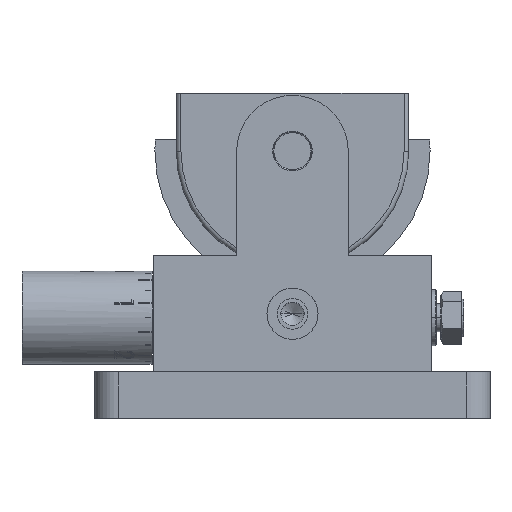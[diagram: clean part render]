
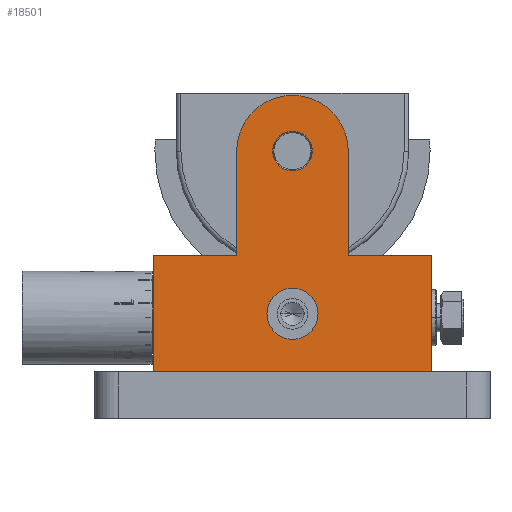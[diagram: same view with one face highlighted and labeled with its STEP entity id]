
A CAD part, top view. The second image highlights one B-rep face of the part: STEP entity #18501.
In plain terms, the highlighted planar face has unit normal (0, 0, 1).
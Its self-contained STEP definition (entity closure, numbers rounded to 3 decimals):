
#82 = EDGE_CURVE ( 'NONE', #13889, #38652, #17969, .T. ) ;
#1601 = CARTESIAN_POINT ( 'NONE',  ( 174.843, 35.694, -101.042 ) ) ;
#2163 = EDGE_CURVE ( 'NONE', #38652, #108435, #85183, .T. ) ;
#3241 = CIRCLE ( 'NONE', #21802, 5.5 ) ;
#4037 = CARTESIAN_POINT ( 'NONE',  ( 162.843, 13.194, -101.042 ) ) ;
#6191 = AXIS2_PLACEMENT_3D ( 'NONE', #91677, #100242, #29791 ) ;
#6332 = DIRECTION ( 'NONE',  ( 0., 1., 0. ) ) ;
#7490 = CARTESIAN_POINT ( 'NONE',  ( 204.843, -11.806, -101.042 ) ) ;
#9146 = CARTESIAN_POINT ( 'NONE',  ( 144.843, -11.806, -101.042 ) ) ;
#10679 = CARTESIAN_POINT ( 'NONE',  ( 144.843, 13.194, -101.042 ) ) ;
#11200 = CARTESIAN_POINT ( 'NONE',  ( 144.843, -11.806, -101.042 ) ) ;
#13889 = VERTEX_POINT ( 'NONE', #11200 ) ;
#14513 = EDGE_CURVE ( 'NONE', #44302, #48348, #103694, .T. ) ;
#14959 = VERTEX_POINT ( 'NONE', #37971 ) ;
#16282 = LINE ( 'NONE', #4037, #51257 ) ;
#17444 = ORIENTED_EDGE ( 'NONE', *, *, #77695, .F. ) ;
#17969 = LINE ( 'NONE', #67342, #115505 ) ;
#18000 = DIRECTION ( 'NONE',  ( -1., 0., 0. ) ) ;
#18501 = ADVANCED_FACE ( 'NONE', ( #102311, #31325, #52210 ), #43384, .T. ) ;
#19705 = EDGE_CURVE ( 'NONE', #72115, #65490, #3241, .T. ) ;
#19952 = DIRECTION ( 'NONE',  ( -1., 0., 0. ) ) ;
#20658 = CARTESIAN_POINT ( 'NONE',  ( 174.843, 0.694, -101.042 ) ) ;
#20796 = EDGE_LOOP ( 'NONE', ( #17444, #44207 ) ) ;
#21802 = AXIS2_PLACEMENT_3D ( 'NONE', #20658, #110915, #57605 ) ;
#22546 = DIRECTION ( 'NONE',  ( 1., 0., 0. ) ) ;
#25259 = EDGE_LOOP ( 'NONE', ( #66494, #100634, #73983, #39504, #34341, #80541, #41442, #103789 ) ) ;
#25296 = VERTEX_POINT ( 'NONE', #83319 ) ;
#26368 = AXIS2_PLACEMENT_3D ( 'NONE', #98904, #89958, #46676 ) ;
#29791 = DIRECTION ( 'NONE',  ( -1., 0., 0. ) ) ;
#31325 = FACE_OUTER_BOUND ( 'NONE', #25259, .T. ) ;
#32647 = CARTESIAN_POINT ( 'NONE',  ( 174.843, 0.694, -101.042 ) ) ;
#32781 = CARTESIAN_POINT ( 'NONE',  ( 162.843, 13.194, -101.042 ) ) ;
#34341 = ORIENTED_EDGE ( 'NONE', *, *, #82, .T. ) ;
#34437 = CARTESIAN_POINT ( 'NONE',  ( 180.343, 0.694, -101.042 ) ) ;
#37971 = CARTESIAN_POINT ( 'NONE',  ( 170.593, 35.694, -101.042 ) ) ;
#38652 = VERTEX_POINT ( 'NONE', #114217 ) ;
#38757 = CARTESIAN_POINT ( 'NONE',  ( 162.843, 13.194, -101.042 ) ) ;
#39024 = DIRECTION ( 'NONE',  ( 0., -1., 0. ) ) ;
#39504 = ORIENTED_EDGE ( 'NONE', *, *, #98828, .T. ) ;
#41442 = ORIENTED_EDGE ( 'NONE', *, *, #64386, .T. ) ;
#43384 = PLANE ( 'NONE',  #63636 ) ;
#44207 = ORIENTED_EDGE ( 'NONE', *, *, #66588, .F. ) ;
#44302 = VERTEX_POINT ( 'NONE', #38757 ) ;
#46676 = DIRECTION ( 'NONE',  ( -1., 0., 0. ) ) ;
#48348 = VERTEX_POINT ( 'NONE', #10679 ) ;
#51257 = VECTOR ( 'NONE', #66364, 1000. ) ;
#51492 = CIRCLE ( 'NONE', #6191, 4.25 ) ;
#52210 = FACE_BOUND ( 'NONE', #20796, .T. ) ;
#52539 = EDGE_LOOP ( 'NONE', ( #62739, #78900 ) ) ;
#56570 = CARTESIAN_POINT ( 'NONE',  ( 179.093, 35.694, -101.042 ) ) ;
#57605 = DIRECTION ( 'NONE',  ( -1., 0., 0. ) ) ;
#62555 = CARTESIAN_POINT ( 'NONE',  ( 162.843, 35.694, -101.042 ) ) ;
#62739 = ORIENTED_EDGE ( 'NONE', *, *, #19705, .F. ) ;
#63636 = AXIS2_PLACEMENT_3D ( 'NONE', #107217, #87803, #105697 ) ;
#64260 = CIRCLE ( 'NONE', #111704, 4.25 ) ;
#64386 = EDGE_CURVE ( 'NONE', #108435, #25296, #81500, .T. ) ;
#65162 = VERTEX_POINT ( 'NONE', #62555 ) ;
#65490 = VERTEX_POINT ( 'NONE', #34437 ) ;
#66364 = DIRECTION ( 'NONE',  ( 0., -1., 0. ) ) ;
#66494 = ORIENTED_EDGE ( 'NONE', *, *, #88261, .F. ) ;
#66588 = EDGE_CURVE ( 'NONE', #91824, #14959, #51492, .T. ) ;
#67218 = CARTESIAN_POINT ( 'NONE',  ( 186.843, 35.694, -101.042 ) ) ;
#67342 = CARTESIAN_POINT ( 'NONE',  ( 144.843, -11.806, -101.042 ) ) ;
#68080 = DIRECTION ( 'NONE',  ( 0., 0., 1. ) ) ;
#68690 = LINE ( 'NONE', #9146, #113217 ) ;
#71893 = EDGE_CURVE ( 'NONE', #25296, #86156, #88795, .T. ) ;
#72115 = VERTEX_POINT ( 'NONE', #82214 ) ;
#73932 = AXIS2_PLACEMENT_3D ( 'NONE', #32647, #68080, #105836 ) ;
#73983 = ORIENTED_EDGE ( 'NONE', *, *, #14513, .T. ) ;
#75811 = VECTOR ( 'NONE', #104775, 1000. ) ;
#77695 = EDGE_CURVE ( 'NONE', #14959, #91824, #64260, .T. ) ;
#78900 = ORIENTED_EDGE ( 'NONE', *, *, #106210, .F. ) ;
#79232 = CIRCLE ( 'NONE', #73932, 5.5 ) ;
#80541 = ORIENTED_EDGE ( 'NONE', *, *, #2163, .T. ) ;
#81424 = DIRECTION ( 'NONE',  ( 0., 0., 1. ) ) ;
#81500 = LINE ( 'NONE', #82599, #106619 ) ;
#82214 = CARTESIAN_POINT ( 'NONE',  ( 169.343, 0.694, -101.042 ) ) ;
#82599 = CARTESIAN_POINT ( 'NONE',  ( 186.843, 13.194, -101.042 ) ) ;
#82837 = CARTESIAN_POINT ( 'NONE',  ( 186.843, 13.194, -101.042 ) ) ;
#83319 = CARTESIAN_POINT ( 'NONE',  ( 186.843, 13.194, -101.042 ) ) ;
#85183 = LINE ( 'NONE', #7490, #104632 ) ;
#86156 = VERTEX_POINT ( 'NONE', #67218 ) ;
#87803 = DIRECTION ( 'NONE',  ( 0., 0., 1. ) ) ;
#88261 = EDGE_CURVE ( 'NONE', #65162, #86156, #105030, .T. ) ;
#88795 = LINE ( 'NONE', #82837, #98500 ) ;
#89958 = DIRECTION ( 'NONE',  ( 0., 0., -1. ) ) ;
#91677 = CARTESIAN_POINT ( 'NONE',  ( 174.843, 35.694, -101.042 ) ) ;
#91806 = DIRECTION ( 'NONE',  ( 0., 1., 0. ) ) ;
#91824 = VERTEX_POINT ( 'NONE', #56570 ) ;
#92630 = EDGE_CURVE ( 'NONE', #65162, #44302, #16282, .T. ) ;
#94296 = CARTESIAN_POINT ( 'NONE',  ( 204.843, 13.194, -101.042 ) ) ;
#98500 = VECTOR ( 'NONE', #91806, 1000. ) ;
#98828 = EDGE_CURVE ( 'NONE', #48348, #13889, #68690, .T. ) ;
#98904 = CARTESIAN_POINT ( 'NONE',  ( 174.843, 35.694, -101.042 ) ) ;
#100242 = DIRECTION ( 'NONE',  ( 0., 0., 1. ) ) ;
#100634 = ORIENTED_EDGE ( 'NONE', *, *, #92630, .T. ) ;
#102311 = FACE_BOUND ( 'NONE', #52539, .T. ) ;
#103694 = LINE ( 'NONE', #32781, #75811 ) ;
#103789 = ORIENTED_EDGE ( 'NONE', *, *, #71893, .T. ) ;
#104632 = VECTOR ( 'NONE', #6332, 1000. ) ;
#104775 = DIRECTION ( 'NONE',  ( -1., 0., 0. ) ) ;
#105030 = CIRCLE ( 'NONE', #26368, 12. ) ;
#105697 = DIRECTION ( 'NONE',  ( -1., 0., 0. ) ) ;
#105836 = DIRECTION ( 'NONE',  ( -1., 0., 0. ) ) ;
#106210 = EDGE_CURVE ( 'NONE', #65490, #72115, #79232, .T. ) ;
#106619 = VECTOR ( 'NONE', #19952, 1000. ) ;
#107217 = CARTESIAN_POINT ( 'NONE',  ( 204.843, 48.194, -101.042 ) ) ;
#108435 = VERTEX_POINT ( 'NONE', #94296 ) ;
#110915 = DIRECTION ( 'NONE',  ( 0., 0., 1. ) ) ;
#111704 = AXIS2_PLACEMENT_3D ( 'NONE', #1601, #81424, #18000 ) ;
#113217 = VECTOR ( 'NONE', #39024, 1000. ) ;
#114217 = CARTESIAN_POINT ( 'NONE',  ( 204.843, -11.806, -101.042 ) ) ;
#115505 = VECTOR ( 'NONE', #22546, 1000. ) ;
